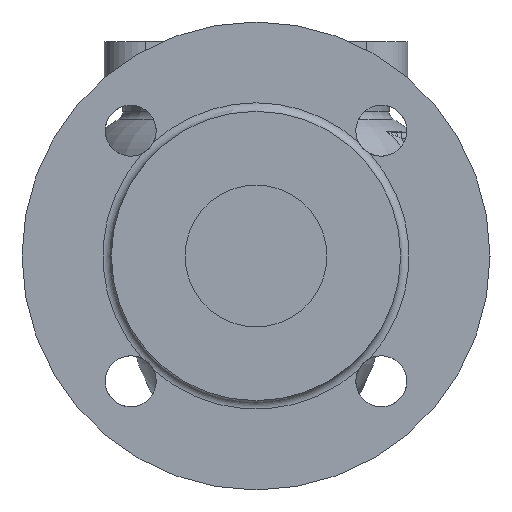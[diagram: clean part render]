
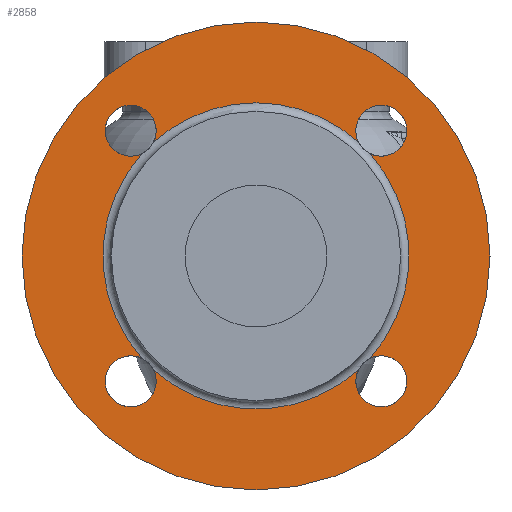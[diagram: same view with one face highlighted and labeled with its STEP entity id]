
A CAD part, left-side view. The second image highlights one B-rep face of the part: STEP entity #2858.
In plain terms, the highlighted planar face has unit normal (-1, 0, 0).
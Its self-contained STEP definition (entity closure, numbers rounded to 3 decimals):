
#558=PLANE('',#3146);
#601=FACE_BOUND('',#988,.T.);
#770=FACE_OUTER_BOUND('',#987,.T.);
#987=EDGE_LOOP('',(#2565));
#988=EDGE_LOOP('',(#2566,#2567,#2568,#2569,#2570,#2571,#2572,#2573));
#1164=CIRCLE('',#3126,82.5);
#1167=CIRCLE('',#3132,54.);
#1168=CIRCLE('',#3133,54.);
#1169=CIRCLE('',#3134,54.);
#1170=CIRCLE('',#3135,54.);
#1172=CIRCLE('',#3138,9.);
#1173=CIRCLE('',#3140,9.);
#1174=CIRCLE('',#3142,9.);
#1175=CIRCLE('',#3144,9.);
#1434=VERTEX_POINT('',#8036);
#1437=VERTEX_POINT('',#8045);
#1438=VERTEX_POINT('',#8046);
#1439=VERTEX_POINT('',#8057);
#1440=VERTEX_POINT('',#8059);
#1441=VERTEX_POINT('',#8070);
#1442=VERTEX_POINT('',#8072);
#1443=VERTEX_POINT('',#8083);
#1444=VERTEX_POINT('',#8085);
#1827=EDGE_CURVE('',#1434,#1434,#1164,.T.);
#1831=EDGE_CURVE('',#1437,#1439,#1167,.T.);
#1833=EDGE_CURVE('',#1440,#1441,#1168,.T.);
#1835=EDGE_CURVE('',#1442,#1443,#1169,.T.);
#1837=EDGE_CURVE('',#1444,#1438,#1170,.T.);
#1839=EDGE_CURVE('',#1444,#1443,#1172,.T.);
#1840=EDGE_CURVE('',#1442,#1441,#1173,.T.);
#1841=EDGE_CURVE('',#1440,#1439,#1174,.T.);
#1842=EDGE_CURVE('',#1437,#1438,#1175,.T.);
#2565=ORIENTED_EDGE('',*,*,#1827,.T.);
#2566=ORIENTED_EDGE('',*,*,#1837,.F.);
#2567=ORIENTED_EDGE('',*,*,#1839,.T.);
#2568=ORIENTED_EDGE('',*,*,#1835,.F.);
#2569=ORIENTED_EDGE('',*,*,#1840,.T.);
#2570=ORIENTED_EDGE('',*,*,#1833,.F.);
#2571=ORIENTED_EDGE('',*,*,#1841,.T.);
#2572=ORIENTED_EDGE('',*,*,#1831,.F.);
#2573=ORIENTED_EDGE('',*,*,#1842,.T.);
#2858=ADVANCED_FACE('',(#770,#601),#558,.T.);
#3126=AXIS2_PLACEMENT_3D('',#8037,#3779,#3780);
#3132=AXIS2_PLACEMENT_3D('',#8058,#3791,#3792);
#3133=AXIS2_PLACEMENT_3D('',#8071,#3793,#3794);
#3134=AXIS2_PLACEMENT_3D('',#8084,#3795,#3796);
#3135=AXIS2_PLACEMENT_3D('',#8096,#3797,#3798);
#3138=AXIS2_PLACEMENT_3D('',#8100,#3803,#3804);
#3140=AXIS2_PLACEMENT_3D('',#8102,#3807,#3808);
#3142=AXIS2_PLACEMENT_3D('',#8104,#3811,#3812);
#3144=AXIS2_PLACEMENT_3D('',#8106,#3815,#3816);
#3146=AXIS2_PLACEMENT_3D('',#8108,#3819,#3820);
#3779=DIRECTION('center_axis',(-1.,0.,0.));
#3780=DIRECTION('ref_axis',(0.,0.,1.));
#3791=DIRECTION('center_axis',(-1.,0.,0.));
#3792=DIRECTION('ref_axis',(0.,0.,-1.));
#3793=DIRECTION('center_axis',(-1.,0.,0.));
#3794=DIRECTION('ref_axis',(0.,0.,-1.));
#3795=DIRECTION('center_axis',(-1.,0.,0.));
#3796=DIRECTION('ref_axis',(0.,0.,-1.));
#3797=DIRECTION('center_axis',(-1.,0.,0.));
#3798=DIRECTION('ref_axis',(0.,0.,-1.));
#3803=DIRECTION('center_axis',(1.,0.,0.));
#3804=DIRECTION('ref_axis',(0.,-1.,0.));
#3807=DIRECTION('center_axis',(1.,0.,0.));
#3808=DIRECTION('ref_axis',(0.,0.,-1.));
#3811=DIRECTION('center_axis',(1.,0.,0.));
#3812=DIRECTION('ref_axis',(0.,1.,0.));
#3815=DIRECTION('center_axis',(1.,0.,0.));
#3816=DIRECTION('ref_axis',(0.,0.,1.));
#3819=DIRECTION('center_axis',(-1.,0.,0.));
#3820=DIRECTION('ref_axis',(0.,0.,1.));
#8036=CARTESIAN_POINT('',(-112.,0.,7.));
#8037=CARTESIAN_POINT('Origin',(-112.,0.,-75.5));
#8045=CARTESIAN_POINT('',(-112.,-36.191,-35.422));
#8046=CARTESIAN_POINT('',(-112.,-40.078,-39.309));
#8057=CARTESIAN_POINT('',(-112.,36.191,-35.422));
#8058=CARTESIAN_POINT('Origin',(-112.,0.,-75.5));
#8059=CARTESIAN_POINT('',(-112.,40.078,-39.309));
#8070=CARTESIAN_POINT('',(-112.,40.078,-111.691));
#8071=CARTESIAN_POINT('Origin',(-112.,0.,-75.5));
#8072=CARTESIAN_POINT('',(-112.,36.191,-115.578));
#8083=CARTESIAN_POINT('',(-112.,-36.191,-115.578));
#8084=CARTESIAN_POINT('Origin',(-112.,0.,-75.5));
#8085=CARTESIAN_POINT('',(-112.,-40.078,-111.691));
#8096=CARTESIAN_POINT('Origin',(-112.,0.,-75.5));
#8100=CARTESIAN_POINT('Origin',(-112.,-44.194,-119.694));
#8102=CARTESIAN_POINT('Origin',(-112.,44.194,-119.694));
#8104=CARTESIAN_POINT('Origin',(-112.,44.194,-31.306));
#8106=CARTESIAN_POINT('Origin',(-112.,-44.194,-31.306));
#8108=CARTESIAN_POINT('Origin',(-112.,0.,-24.5));
